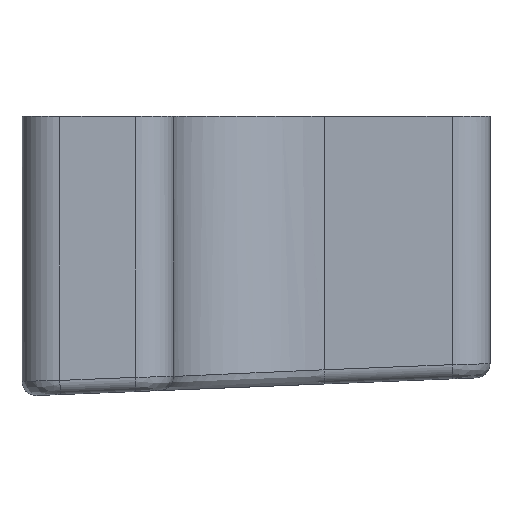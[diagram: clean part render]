
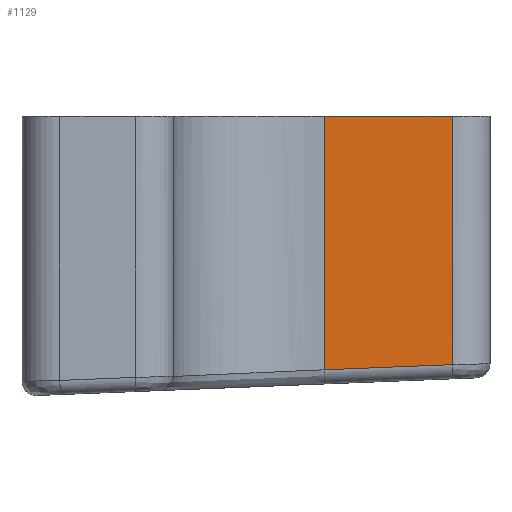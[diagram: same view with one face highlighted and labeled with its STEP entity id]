
A CAD part, left-side view. The second image highlights one B-rep face of the part: STEP entity #1129.
In plain terms, the highlighted planar face has unit normal (-1, 0, 0).
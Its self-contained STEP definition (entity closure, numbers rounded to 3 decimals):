
#182=FACE_OUTER_BOUND('',#248,.T.);
#248=EDGE_LOOP('',(#999,#1000,#1001,#1002));
#301=LINE('',#2370,#394);
#313=LINE('',#2501,#406);
#343=LINE('',#2607,#436);
#344=LINE('',#2608,#437);
#394=VECTOR('',#1434,10.);
#406=VECTOR('',#1460,10.);
#436=VECTOR('',#1544,10.);
#437=VECTOR('',#1545,10.);
#512=VERTEX_POINT('',#2365);
#513=VERTEX_POINT('',#2369);
#521=VERTEX_POINT('',#2500);
#548=VERTEX_POINT('',#2606);
#651=EDGE_CURVE('',#512,#513,#301,.T.);
#666=EDGE_CURVE('',#521,#513,#313,.T.);
#707=EDGE_CURVE('',#548,#512,#343,.T.);
#708=EDGE_CURVE('',#521,#548,#344,.T.);
#999=ORIENTED_EDGE('',*,*,#651,.F.);
#1000=ORIENTED_EDGE('',*,*,#707,.F.);
#1001=ORIENTED_EDGE('',*,*,#708,.F.);
#1002=ORIENTED_EDGE('',*,*,#666,.T.);
#1069=PLANE('',#1248);
#1129=ADVANCED_FACE('',(#182),#1069,.T.);
#1248=AXIS2_PLACEMENT_3D('',#2605,#1542,#1543);
#1434=DIRECTION('',(0.,0.999,-0.04));
#1460=DIRECTION('',(0.,0.,-1.));
#1542=DIRECTION('center_axis',(-1.,0.,0.));
#1543=DIRECTION('ref_axis',(0.,1.,0.));
#1544=DIRECTION('',(0.,0.,-1.));
#1545=DIRECTION('',(0.,-1.,0.));
#2365=CARTESIAN_POINT('',(266.881,-71.226,-8.525));
#2369=CARTESIAN_POINT('',(266.881,-64.462,-8.797));
#2370=CARTESIAN_POINT('',(266.881,-89.935,-7.774));
#2500=CARTESIAN_POINT('',(266.881,-64.462,4.6));
#2501=CARTESIAN_POINT('',(266.881,-64.462,4.6));
#2605=CARTESIAN_POINT('Origin',(266.881,-71.226,4.6));
#2606=CARTESIAN_POINT('',(266.881,-71.226,4.6));
#2607=CARTESIAN_POINT('',(266.881,-71.226,4.6));
#2608=CARTESIAN_POINT('',(266.881,-64.462,4.6));
